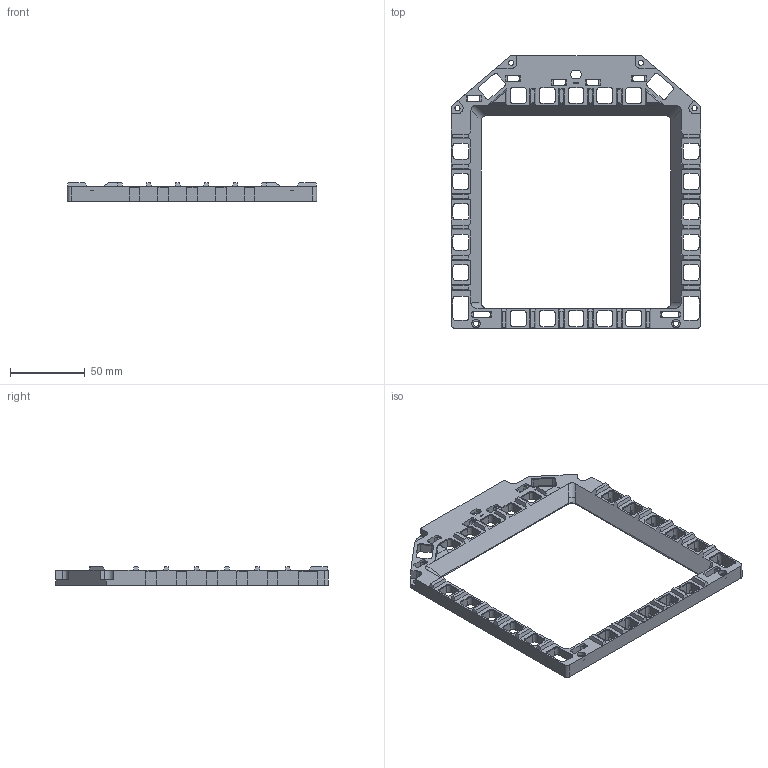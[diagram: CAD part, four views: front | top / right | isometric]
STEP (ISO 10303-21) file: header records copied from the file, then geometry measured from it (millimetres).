
FILE_DESCRIPTION(/* description */ ('ASSY, AMPCD MODULE'),/* implementation_level */ '2;1');
FILE_NAME(/* name */ 'OH2A3A1-1 - ASSY, AMPCD MODULE AHN.step',/* time_stamp */ '2024-05-06T15:18:23+10:00',/* author */ (''),/* organization */ (''),/* preprocessor_version */ 'ST-DEVELOPER v20',/* originating_system */ 'Autodesk Translation Framework v12.20.1.177',/* authorisation */ '');
FILE_SCHEMA (('AUTOMOTIVE_DESIGN { 1 0 10303 214 3 1 1 }'));
Length unit declared in the file: inch
Products named in the file (8): OH2A3A1-1; OH2A3A1-10; 7598A71 - TAPE, LIGHT DUTY, DOUBLE SIDED, FOAM (1); ER-TFTV101A1-1; 7598A71; 3846N371; OH2A3A1-21; Component51
Assembly tree (7 placements, depth 2):
  OH2A3A1-1
    OH2A3A1-10
    7598A71 - TAPE, LIGHT DUTY, DOUBLE SIDED, FOAM (1)
    ER-TFTV101A1-1
    7598A71
    3846N371
    OH2A3A1-21
    Component51
Bounding box: 167 x 182.62 x 12.45 mm (x, y, z)
Volume: 56560.9 mm3; surface area: 43106.9 mm2
Topology: 1 solids, 1 shells, 763 faces, 2211 edges, 1458 vertices
Faces by surface type: plane 461, cylinder 262, bspline 40
Full cylindrical faces by diameter (mm): 3.454 x6, 5.558 x2
Entity records: 26021 total; most frequent: CARTESIAN_POINT 5197, ORIENTED_EDGE 4418, DIRECTION 4183, EDGE_CURVE 2209, LINE 1559, VECTOR 1559, VERTEX_POINT 1458, AXIS2_PLACEMENT_3D 1312
